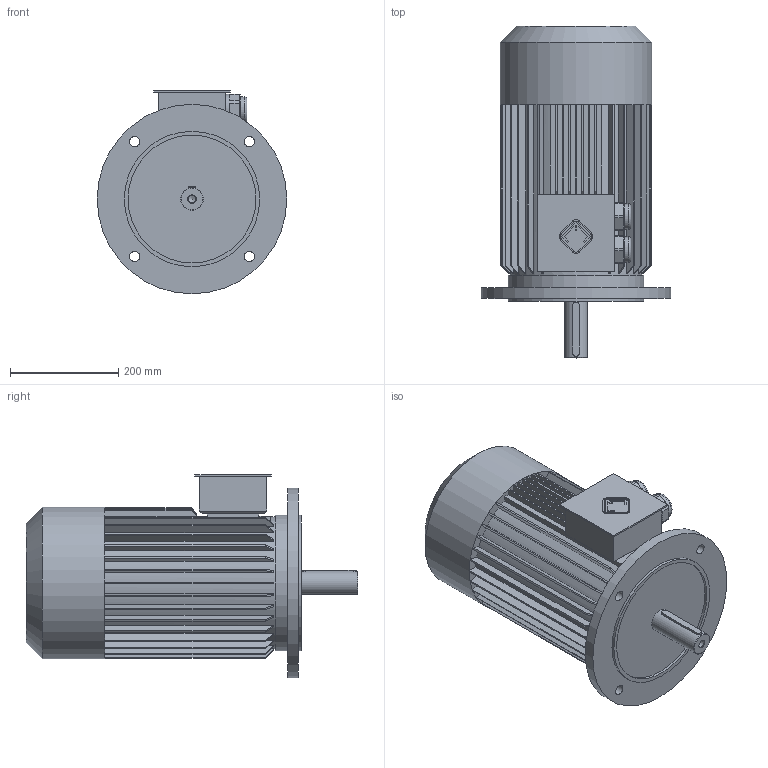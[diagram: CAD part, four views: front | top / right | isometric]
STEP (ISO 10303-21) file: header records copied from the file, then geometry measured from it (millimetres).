
FILE_DESCRIPTION(/* description */ ('Unknown'),/* implementation_level */ '2;1');
FILE_NAME(/* name */ 'AIS160М_В5',/* time_stamp */ '2021-03-24T14:32:47+03:00',/* author */ ('Unknown'),/* organization */ ('Unknown'),/* preprocessor_version */ 'ST-DEVELOPER v16',/* originating_system */ 'DEX',/* authorisation */ $);
FILE_SCHEMA (('AUTOMOTIVE_DESIGN {1 0 10303 214 3 1 1}'));
Length unit declared in the file: millimetre
Products named in the file (1): AIS160ﾌ_ﾂ5
Bounding box: 350 x 613 x 376 mm (x, y, z)
Volume: 28582990.9 mm3; surface area: 1061081.3 mm2
Topology: 1 solids, 1 shells, 330 faces, 930 edges, 615 vertices
Faces by surface type: plane 233, cylinder 59, cone 36, torus 2
Full cylindrical faces by diameter (mm): 13.835 x2, 19 x4, 42 x1, 47.095 x2, 56.5 x2, 236 x1, 245 x1, 250 x2, 280 x1, 350 x1
Entity records: 13042 total; most frequent: CARTESIAN_POINT 2231, ORIENTED_EDGE 1780, DIRECTION 1745, EDGE_CURVE 890, VERTEX_POINT 600, AXIS2_PLACEMENT_3D 590, LINE 565, VECTOR 565
